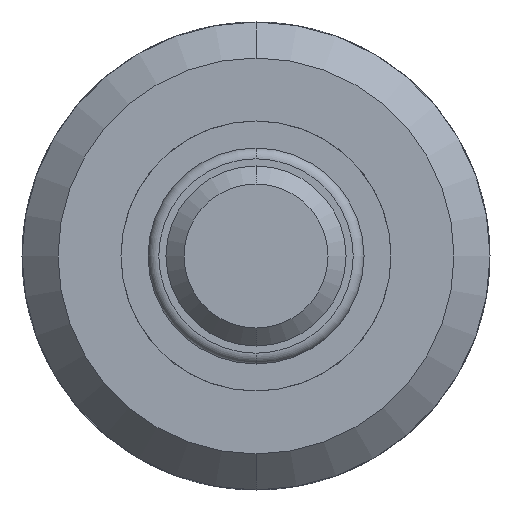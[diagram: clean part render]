
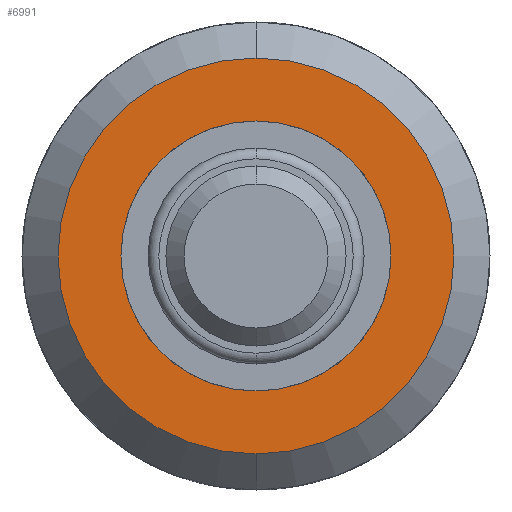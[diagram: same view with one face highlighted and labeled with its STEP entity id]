
A CAD part, front view. The second image highlights one B-rep face of the part: STEP entity #6991.
In plain terms, the highlighted planar face has unit normal (0, -1, 0).
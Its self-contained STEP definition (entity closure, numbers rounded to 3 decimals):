
#132 = EDGE_CURVE ( 'Defeature ausgef�hrt2_156+Defeature ausgef�hrt2_157+Defeature ausgef�hrt2_157+Defeature ausgef�hrt2_157', #9643, #11363, #9837, .T. ) ;
#489 = CIRCLE ( 'NONE', #2172, 2.75 ) ;
#609 = EDGE_CURVE ( 'Defeature ausgef�hrt2_156+Defeature ausgef�hrt2_159+Defeature ausgef�hrt2_159+Defeature ausgef�hrt2_159', #7087, #8511, #489, .T. ) ;
#764 = EDGE_LOOP ( 'NONE', ( #2369, #2178 ) ) ;
#1201 = CARTESIAN_POINT ( 'NONE',  ( 0., 28.3, 0.9 ) ) ;
#1631 = CIRCLE ( 'NONE', #8161, 2.75 ) ;
#1836 = FACE_OUTER_BOUND ( 'NONE', #764, .T. ) ;
#2172 = AXIS2_PLACEMENT_3D ( 'NONE', #9615, #8725, #4285 ) ;
#2178 = ORIENTED_EDGE ( 'NONE', *, *, #609, .T. ) ;
#2369 = ORIENTED_EDGE ( 'NONE', *, *, #2731, .T. ) ;
#2427 = DIRECTION ( 'NONE',  ( 0., 1., 0. ) ) ;
#2731 = EDGE_CURVE ( 'Defeature ausgef�hrt2_156+Defeature ausgef�hrt2_159+Defeature ausgef�hrt2_159+Defeature ausgef�hrt2_159', #8511, #7087, #1631, .T. ) ;
#2939 = AXIS2_PLACEMENT_3D ( 'NONE', #7018, #7892, #4210 ) ;
#2987 = DIRECTION ( 'NONE',  ( 0., -1., 0. ) ) ;
#3413 = CARTESIAN_POINT ( 'NONE',  ( 0., 28.3, 0. ) ) ;
#3795 = DIRECTION ( 'NONE',  ( 0., 0., -1. ) ) ;
#4210 = DIRECTION ( 'NONE',  ( 0., 0., 1. ) ) ;
#4212 = CARTESIAN_POINT ( 'NONE',  ( 0., 28.3, -0.9 ) ) ;
#4285 = DIRECTION ( 'NONE',  ( 0., 0., -1. ) ) ;
#4469 = DIRECTION ( 'NONE',  ( 0., -1., 0. ) ) ;
#4910 = ORIENTED_EDGE ( 'NONE', *, *, #8651, .T. ) ;
#5243 = ORIENTED_EDGE ( 'NONE', *, *, #132, .T. ) ;
#5347 = FACE_BOUND ( 'NONE', #7516, .T. ) ;
#6228 = CARTESIAN_POINT ( 'NONE',  ( -3.25, 28.3, 0. ) ) ;
#6991 = ADVANCED_FACE ( 'Defeature ausgef�hrt2_156', ( #1836, #5347 ), #6992, .T. ) ;
#6992 = PLANE ( 'NONE',  #8004 ) ;
#7018 = CARTESIAN_POINT ( 'NONE',  ( 0., 28.3, 0. ) ) ;
#7087 = VERTEX_POINT ( 'NONE', #9633 ) ;
#7516 = EDGE_LOOP ( 'NONE', ( #4910, #5243 ) ) ;
#7892 = DIRECTION ( 'NONE',  ( 0., 1., 0. ) ) ;
#8004 = AXIS2_PLACEMENT_3D ( 'NONE', #6228, #4469, #11587 ) ;
#8161 = AXIS2_PLACEMENT_3D ( 'NONE', #9140, #2987, #3795 ) ;
#8511 = VERTEX_POINT ( 'NONE', #9487 ) ;
#8651 = EDGE_CURVE ( 'Defeature ausgef�hrt2_156+Defeature ausgef�hrt2_157+Defeature ausgef�hrt2_157+Defeature ausgef�hrt2_157', #11363, #9643, #10250, .T. ) ;
#8725 = DIRECTION ( 'NONE',  ( 0., -1., 0. ) ) ;
#9140 = CARTESIAN_POINT ( 'NONE',  ( 0., 28.3, 0. ) ) ;
#9487 = CARTESIAN_POINT ( 'NONE',  ( 0., 28.3, 2.75 ) ) ;
#9615 = CARTESIAN_POINT ( 'NONE',  ( 0., 28.3, 0. ) ) ;
#9633 = CARTESIAN_POINT ( 'NONE',  ( 0., 28.3, -2.75 ) ) ;
#9643 = VERTEX_POINT ( 'NONE', #4212 ) ;
#9837 = CIRCLE ( 'NONE', #11347, 0.9 ) ;
#10250 = CIRCLE ( 'NONE', #2939, 0.9 ) ;
#10391 = DIRECTION ( 'NONE',  ( 0., 0., 1. ) ) ;
#11347 = AXIS2_PLACEMENT_3D ( 'NONE', #3413, #2427, #10391 ) ;
#11363 = VERTEX_POINT ( 'NONE', #1201 ) ;
#11587 = DIRECTION ( 'NONE',  ( 0., 0., -1. ) ) ;
